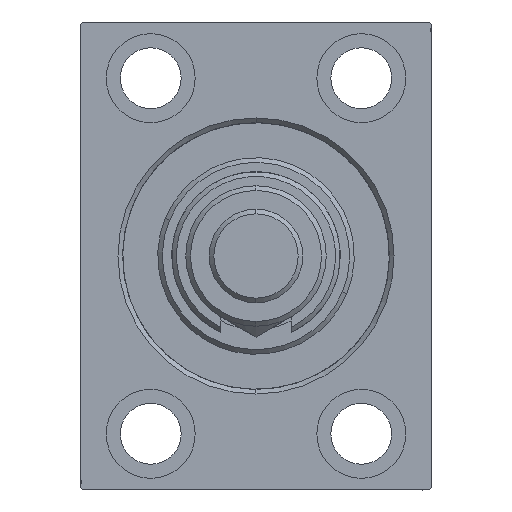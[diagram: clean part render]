
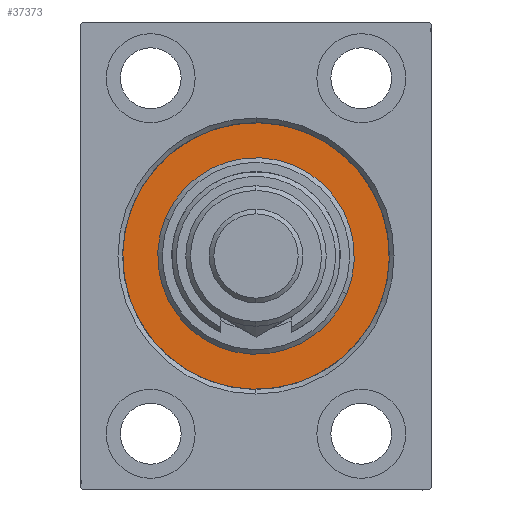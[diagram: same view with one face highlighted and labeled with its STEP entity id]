
A CAD part, left-side view. The second image highlights one B-rep face of the part: STEP entity #37373.
In plain terms, the highlighted face is planar.
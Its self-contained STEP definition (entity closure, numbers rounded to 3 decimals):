
#1216 = VERTEX_POINT ( 'NONE', #12367 ) ;
#1536 = CIRCLE ( 'NONE', #44340, 21. ) ;
#2149 = DIRECTION ( 'NONE',  ( -1., 0., 0. ) ) ;
#2879 = DIRECTION ( 'NONE',  ( -1., 0., 0. ) ) ;
#3820 = CIRCLE ( 'NONE', #13783, 28.5 ) ;
#6070 = DIRECTION ( 'NONE',  ( 0., 0., 1. ) ) ;
#6184 = AXIS2_PLACEMENT_3D ( 'NONE', #6229, #2879, #35181 ) ;
#6229 = CARTESIAN_POINT ( 'NONE',  ( 0., 0., 0. ) ) ;
#6731 = EDGE_CURVE ( 'NONE', #11032, #1216, #34887, .T. ) ;
#7713 = CARTESIAN_POINT ( 'NONE',  ( 0., 0., 28.5 ) ) ;
#8240 = CARTESIAN_POINT ( 'NONE',  ( 0., 0., 0. ) ) ;
#11032 = VERTEX_POINT ( 'NONE', #15737 ) ;
#12367 = CARTESIAN_POINT ( 'NONE',  ( 0., 0., 21. ) ) ;
#13783 = AXIS2_PLACEMENT_3D ( 'NONE', #38837, #23543, #6070 ) ;
#15737 = CARTESIAN_POINT ( 'NONE',  ( 0., 0., -21. ) ) ;
#15766 = VERTEX_POINT ( 'NONE', #43319 ) ;
#19317 = EDGE_CURVE ( 'NONE', #1216, #11032, #1536, .T. ) ;
#19430 = EDGE_CURVE ( 'NONE', #15766, #19645, #3820, .T. ) ;
#19645 = VERTEX_POINT ( 'NONE', #7713 ) ;
#19937 = ORIENTED_EDGE ( 'NONE', *, *, #25275, .F. ) ;
#20801 = FACE_OUTER_BOUND ( 'NONE', #44031, .T. ) ;
#21769 = CARTESIAN_POINT ( 'NONE',  ( 0., 0., 0. ) ) ;
#22600 = DIRECTION ( 'NONE',  ( 1., 0., 0. ) ) ;
#23543 = DIRECTION ( 'NONE',  ( -1., 0., 0. ) ) ;
#25275 = EDGE_CURVE ( 'NONE', #19645, #15766, #40561, .T. ) ;
#25723 = AXIS2_PLACEMENT_3D ( 'NONE', #21769, #47367, #43778 ) ;
#27979 = FACE_BOUND ( 'NONE', #39939, .T. ) ;
#28324 = ORIENTED_EDGE ( 'NONE', *, *, #19317, .F. ) ;
#31059 = ORIENTED_EDGE ( 'NONE', *, *, #6731, .F. ) ;
#34691 = AXIS2_PLACEMENT_3D ( 'NONE', #42577, #2149, #38499 ) ;
#34887 = CIRCLE ( 'NONE', #25723, 21. ) ;
#35181 = DIRECTION ( 'NONE',  ( 0., 0., 1. ) ) ;
#35396 = PLANE ( 'NONE',  #34691 ) ;
#37373 = ADVANCED_FACE ( 'NONE', ( #27979, #20801 ), #35396, .F. ) ;
#38499 = DIRECTION ( 'NONE',  ( 0., 0., 1. ) ) ;
#38837 = CARTESIAN_POINT ( 'NONE',  ( 0., 0., 0. ) ) ;
#39939 = EDGE_LOOP ( 'NONE', ( #28324, #31059 ) ) ;
#40561 = CIRCLE ( 'NONE', #6184, 28.5 ) ;
#42577 = CARTESIAN_POINT ( 'NONE',  ( 0., 0., 0. ) ) ;
#43319 = CARTESIAN_POINT ( 'NONE',  ( 0., 0., -28.5 ) ) ;
#43778 = DIRECTION ( 'NONE',  ( 0., 0., -1. ) ) ;
#43890 = DIRECTION ( 'NONE',  ( 0., 0., -1. ) ) ;
#44031 = EDGE_LOOP ( 'NONE', ( #44474, #19937 ) ) ;
#44340 = AXIS2_PLACEMENT_3D ( 'NONE', #8240, #22600, #43890 ) ;
#44474 = ORIENTED_EDGE ( 'NONE', *, *, #19430, .F. ) ;
#47367 = DIRECTION ( 'NONE',  ( 1., 0., 0. ) ) ;
